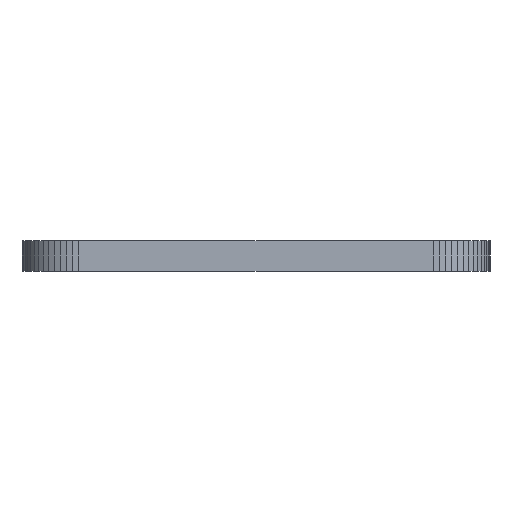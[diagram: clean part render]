
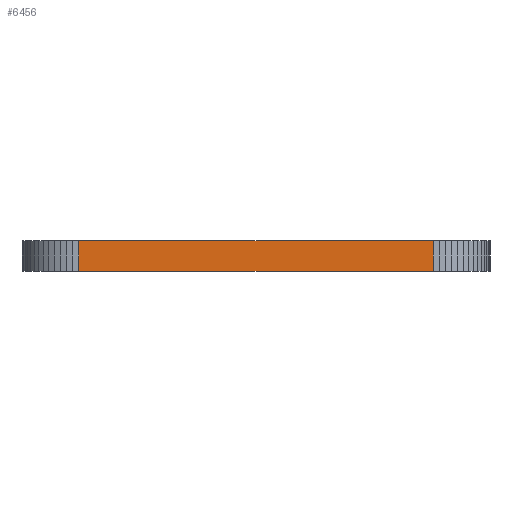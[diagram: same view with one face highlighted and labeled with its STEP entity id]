
A CAD part, front view. The second image highlights one B-rep face of the part: STEP entity #6456.
In plain terms, the highlighted planar face has unit normal (0, -1, 0).
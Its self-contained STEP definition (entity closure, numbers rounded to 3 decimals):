
#83 = PLANE('',#84);
#84 = AXIS2_PLACEMENT_3D('',#85,#86,#87);
#85 = CARTESIAN_POINT('',(126.875,-94.225,1.6));
#86 = DIRECTION('',(-0.,-0.,-1.));
#87 = DIRECTION('',(-1.,0.,0.));
#137 = PLANE('',#138);
#138 = AXIS2_PLACEMENT_3D('',#139,#140,#141);
#139 = CARTESIAN_POINT('',(126.875,-94.225,0.));
#140 = DIRECTION('',(-0.,-0.,-1.));
#141 = DIRECTION('',(-1.,0.,0.));
#1002 = VERTEX_POINT('',#1003);
#1003 = CARTESIAN_POINT('',(136.2,-132.45,0.));
#1017 = PLANE('',#1018);
#1018 = AXIS2_PLACEMENT_3D('',#1019,#1020,#1021);
#1019 = CARTESIAN_POINT('',(136.536,-132.431,0.));
#1020 = DIRECTION('',(0.056,-0.998,0.));
#1021 = DIRECTION('',(-0.998,-0.056,0.));
#1029 = EDGE_CURVE('',#1002,#1030,#1032,.T.);
#1030 = VERTEX_POINT('',#1031);
#1031 = CARTESIAN_POINT('',(117.55,-132.45,0.));
#1032 = SURFACE_CURVE('',#1033,(#1037,#1044),.PCURVE_S1.);
#1033 = LINE('',#1034,#1035);
#1034 = CARTESIAN_POINT('',(136.2,-132.45,0.));
#1035 = VECTOR('',#1036,1.);
#1036 = DIRECTION('',(-1.,0.,0.));
#1037 = PCURVE('',#137,#1038);
#1038 = DEFINITIONAL_REPRESENTATION('',(#1039),#1043);
#1039 = LINE('',#1040,#1041);
#1040 = CARTESIAN_POINT('',(-9.325,-38.225));
#1041 = VECTOR('',#1042,1.);
#1042 = DIRECTION('',(1.,0.));
#1043 = ( GEOMETRIC_REPRESENTATION_CONTEXT(2) 
PARAMETRIC_REPRESENTATION_CONTEXT() REPRESENTATION_CONTEXT('2D SPACE',''
  ) );
#1044 = PCURVE('',#1045,#1050);
#1045 = PLANE('',#1046);
#1046 = AXIS2_PLACEMENT_3D('',#1047,#1048,#1049);
#1047 = CARTESIAN_POINT('',(136.2,-132.45,0.));
#1048 = DIRECTION('',(0.,-1.,0.));
#1049 = DIRECTION('',(-1.,0.,0.));
#1050 = DEFINITIONAL_REPRESENTATION('',(#1051),#1055);
#1051 = LINE('',#1052,#1053);
#1052 = CARTESIAN_POINT('',(0.,-0.));
#1053 = VECTOR('',#1054,1.);
#1054 = DIRECTION('',(1.,0.));
#1055 = ( GEOMETRIC_REPRESENTATION_CONTEXT(2) 
PARAMETRIC_REPRESENTATION_CONTEXT() REPRESENTATION_CONTEXT('2D SPACE',''
  ) );
#1073 = PLANE('',#1074);
#1074 = AXIS2_PLACEMENT_3D('',#1075,#1076,#1077);
#1075 = CARTESIAN_POINT('',(117.55,-132.45,0.));
#1076 = DIRECTION('',(-0.056,-0.998,0.));
#1077 = DIRECTION('',(-0.998,0.056,0.));
#3452 = VERTEX_POINT('',#3453);
#3453 = CARTESIAN_POINT('',(136.2,-132.45,1.6));
#3474 = EDGE_CURVE('',#3452,#3475,#3477,.T.);
#3475 = VERTEX_POINT('',#3476);
#3476 = CARTESIAN_POINT('',(117.55,-132.45,1.6));
#3477 = SURFACE_CURVE('',#3478,(#3482,#3489),.PCURVE_S1.);
#3478 = LINE('',#3479,#3480);
#3479 = CARTESIAN_POINT('',(136.2,-132.45,1.6));
#3480 = VECTOR('',#3481,1.);
#3481 = DIRECTION('',(-1.,0.,0.));
#3482 = PCURVE('',#83,#3483);
#3483 = DEFINITIONAL_REPRESENTATION('',(#3484),#3488);
#3484 = LINE('',#3485,#3486);
#3485 = CARTESIAN_POINT('',(-9.325,-38.225));
#3486 = VECTOR('',#3487,1.);
#3487 = DIRECTION('',(1.,0.));
#3488 = ( GEOMETRIC_REPRESENTATION_CONTEXT(2) 
PARAMETRIC_REPRESENTATION_CONTEXT() REPRESENTATION_CONTEXT('2D SPACE',''
  ) );
#3489 = PCURVE('',#1045,#3490);
#3490 = DEFINITIONAL_REPRESENTATION('',(#3491),#3495);
#3491 = LINE('',#3492,#3493);
#3492 = CARTESIAN_POINT('',(0.,-1.6));
#3493 = VECTOR('',#3494,1.);
#3494 = DIRECTION('',(1.,0.));
#3495 = ( GEOMETRIC_REPRESENTATION_CONTEXT(2) 
PARAMETRIC_REPRESENTATION_CONTEXT() REPRESENTATION_CONTEXT('2D SPACE',''
  ) );
#6408 = EDGE_CURVE('',#1002,#3452,#6409,.T.);
#6409 = SURFACE_CURVE('',#6410,(#6414,#6421),.PCURVE_S1.);
#6410 = LINE('',#6411,#6412);
#6411 = CARTESIAN_POINT('',(136.2,-132.45,0.));
#6412 = VECTOR('',#6413,1.);
#6413 = DIRECTION('',(0.,0.,1.));
#6414 = PCURVE('',#1017,#6415);
#6415 = DEFINITIONAL_REPRESENTATION('',(#6416),#6420);
#6416 = LINE('',#6417,#6418);
#6417 = CARTESIAN_POINT('',(0.336,0.));
#6418 = VECTOR('',#6419,1.);
#6419 = DIRECTION('',(0.,-1.));
#6420 = ( GEOMETRIC_REPRESENTATION_CONTEXT(2) 
PARAMETRIC_REPRESENTATION_CONTEXT() REPRESENTATION_CONTEXT('2D SPACE',''
  ) );
#6421 = PCURVE('',#1045,#6422);
#6422 = DEFINITIONAL_REPRESENTATION('',(#6423),#6427);
#6423 = LINE('',#6424,#6425);
#6424 = CARTESIAN_POINT('',(0.,-0.));
#6425 = VECTOR('',#6426,1.);
#6426 = DIRECTION('',(0.,-1.));
#6427 = ( GEOMETRIC_REPRESENTATION_CONTEXT(2) 
PARAMETRIC_REPRESENTATION_CONTEXT() REPRESENTATION_CONTEXT('2D SPACE',''
  ) );
#6456 = ADVANCED_FACE('',(#6457),#1045,.T.);
#6457 = FACE_BOUND('',#6458,.T.);
#6458 = EDGE_LOOP('',(#6459,#6460,#6461,#6482));
#6459 = ORIENTED_EDGE('',*,*,#6408,.T.);
#6460 = ORIENTED_EDGE('',*,*,#3474,.T.);
#6461 = ORIENTED_EDGE('',*,*,#6462,.F.);
#6462 = EDGE_CURVE('',#1030,#3475,#6463,.T.);
#6463 = SURFACE_CURVE('',#6464,(#6468,#6475),.PCURVE_S1.);
#6464 = LINE('',#6465,#6466);
#6465 = CARTESIAN_POINT('',(117.55,-132.45,0.));
#6466 = VECTOR('',#6467,1.);
#6467 = DIRECTION('',(0.,0.,1.));
#6468 = PCURVE('',#1045,#6469);
#6469 = DEFINITIONAL_REPRESENTATION('',(#6470),#6474);
#6470 = LINE('',#6471,#6472);
#6471 = CARTESIAN_POINT('',(18.65,0.));
#6472 = VECTOR('',#6473,1.);
#6473 = DIRECTION('',(0.,-1.));
#6474 = ( GEOMETRIC_REPRESENTATION_CONTEXT(2) 
PARAMETRIC_REPRESENTATION_CONTEXT() REPRESENTATION_CONTEXT('2D SPACE',''
  ) );
#6475 = PCURVE('',#1073,#6476);
#6476 = DEFINITIONAL_REPRESENTATION('',(#6477),#6481);
#6477 = LINE('',#6478,#6479);
#6478 = CARTESIAN_POINT('',(0.,0.));
#6479 = VECTOR('',#6480,1.);
#6480 = DIRECTION('',(0.,-1.));
#6481 = ( GEOMETRIC_REPRESENTATION_CONTEXT(2) 
PARAMETRIC_REPRESENTATION_CONTEXT() REPRESENTATION_CONTEXT('2D SPACE',''
  ) );
#6482 = ORIENTED_EDGE('',*,*,#1029,.F.);
